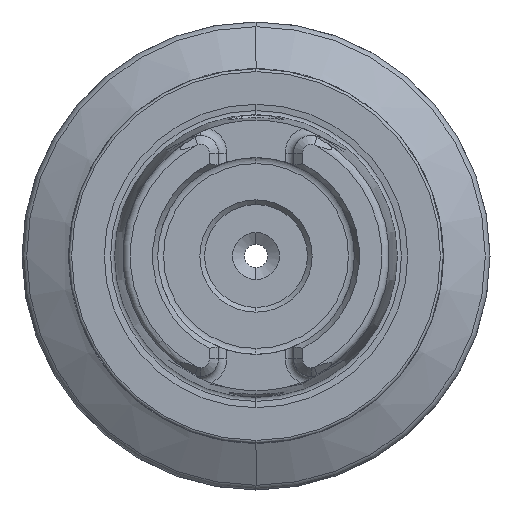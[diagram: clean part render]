
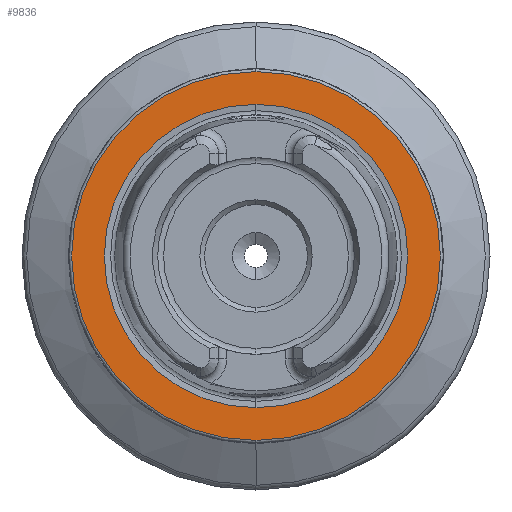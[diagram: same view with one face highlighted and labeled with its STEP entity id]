
A CAD part, left-side view. The second image highlights one B-rep face of the part: STEP entity #9836.
In plain terms, the highlighted planar face has unit normal (-1, 0, 0).
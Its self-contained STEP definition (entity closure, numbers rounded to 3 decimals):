
#477 = VERTEX_POINT ( 'NONE', #7366 ) ;
#980 = VERTEX_POINT ( 'NONE', #5391 ) ;
#2058 = CIRCLE ( 'NONE', #7982, 19.7 ) ;
#2248 = EDGE_CURVE ( 'NONE', #477, #980, #8304, .T. ) ;
#2401 = DIRECTION ( 'NONE',  ( -1., 0., 0. ) ) ;
#3717 = FACE_BOUND ( 'NONE', #14667, .T. ) ;
#3858 = EDGE_CURVE ( 'NONE', #18393, #17091, #9168, .T. ) ;
#4333 = DIRECTION ( 'NONE',  ( -1., 0., 0. ) ) ;
#4542 = DIRECTION ( 'NONE',  ( -1., 0., 0. ) ) ;
#4613 = AXIS2_PLACEMENT_3D ( 'NONE', #13076, #4542, #14501 ) ;
#5391 = CARTESIAN_POINT ( 'NONE',  ( 0., 0., -19.7 ) ) ;
#6554 = CARTESIAN_POINT ( 'NONE',  ( 0., 0., 0. ) ) ;
#6823 = DIRECTION ( 'NONE',  ( 0., 0., -1. ) ) ;
#6925 = AXIS2_PLACEMENT_3D ( 'NONE', #12459, #15324, #6823 ) ;
#7366 = CARTESIAN_POINT ( 'NONE',  ( 0., 0., 19.7 ) ) ;
#7539 = ORIENTED_EDGE ( 'NONE', *, *, #15921, .T. ) ;
#7982 = AXIS2_PLACEMENT_3D ( 'NONE', #6554, #16495, #8012 ) ;
#8012 = DIRECTION ( 'NONE',  ( 0., 0., 1. ) ) ;
#8067 = EDGE_CURVE ( 'NONE', #17091, #18393, #13962, .T. ) ;
#8203 = PLANE ( 'NONE',  #6925 ) ;
#8304 = CIRCLE ( 'NONE', #4613, 19.7 ) ;
#9168 = CIRCLE ( 'NONE', #9865, 16.207 ) ;
#9803 = CARTESIAN_POINT ( 'NONE',  ( 0., 0., -16.207 ) ) ;
#9836 = ADVANCED_FACE ( 'NONE', ( #3717, #18436 ), #8203, .F. ) ;
#9865 = AXIS2_PLACEMENT_3D ( 'NONE', #12872, #4333, #14296 ) ;
#10600 = AXIS2_PLACEMENT_3D ( 'NONE', #10965, #2401, #12401 ) ;
#10965 = CARTESIAN_POINT ( 'NONE',  ( 0., 0., 0. ) ) ;
#12401 = DIRECTION ( 'NONE',  ( 0., 0., 1. ) ) ;
#12459 = CARTESIAN_POINT ( 'NONE',  ( 0., 19.7, 0. ) ) ;
#12872 = CARTESIAN_POINT ( 'NONE',  ( 0., 0., 0. ) ) ;
#13076 = CARTESIAN_POINT ( 'NONE',  ( 0., 0., 0. ) ) ;
#13489 = EDGE_LOOP ( 'NONE', ( #13710, #7539 ) ) ;
#13710 = ORIENTED_EDGE ( 'NONE', *, *, #2248, .T. ) ;
#13962 = CIRCLE ( 'NONE', #10600, 16.207 ) ;
#14296 = DIRECTION ( 'NONE',  ( 0., 0., 1. ) ) ;
#14501 = DIRECTION ( 'NONE',  ( 0., 0., 1. ) ) ;
#14667 = EDGE_LOOP ( 'NONE', ( #15733, #16605 ) ) ;
#15324 = DIRECTION ( 'NONE',  ( 1., 0., 0. ) ) ;
#15572 = CARTESIAN_POINT ( 'NONE',  ( 0., 0., 16.207 ) ) ;
#15733 = ORIENTED_EDGE ( 'NONE', *, *, #8067, .F. ) ;
#15921 = EDGE_CURVE ( 'NONE', #980, #477, #2058, .T. ) ;
#16495 = DIRECTION ( 'NONE',  ( -1., 0., 0. ) ) ;
#16605 = ORIENTED_EDGE ( 'NONE', *, *, #3858, .F. ) ;
#17091 = VERTEX_POINT ( 'NONE', #15572 ) ;
#18393 = VERTEX_POINT ( 'NONE', #9803 ) ;
#18436 = FACE_OUTER_BOUND ( 'NONE', #13489, .T. ) ;
